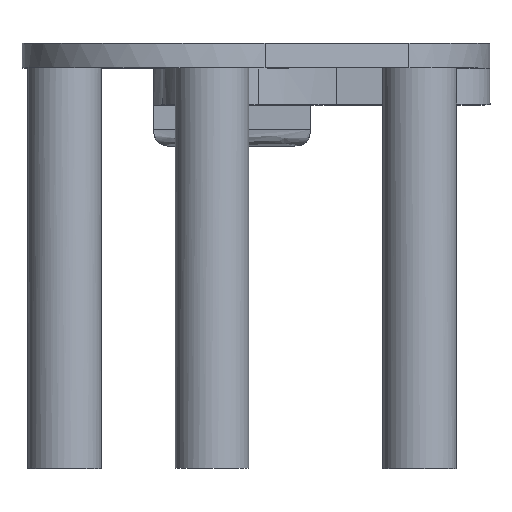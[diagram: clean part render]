
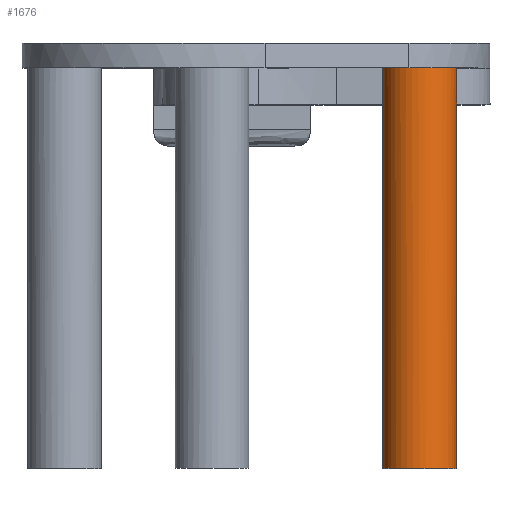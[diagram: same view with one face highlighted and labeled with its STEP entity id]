
A CAD part, top view. The second image highlights one B-rep face of the part: STEP entity #1676.
In plain terms, the highlighted cylindrical face has radius 4.5 mm (diameter 9 mm), a full revolution.
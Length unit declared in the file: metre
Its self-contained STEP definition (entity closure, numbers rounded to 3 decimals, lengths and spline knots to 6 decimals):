
#30=CYLINDRICAL_SURFACE('',#1844,0.0045);
#75=CIRCLE('',#1791,0.0045);
#100=CIRCLE('',#1820,0.0045);
#103=CIRCLE('',#1824,0.0045);
#116=CIRCLE('',#1845,0.0045);
#117=CIRCLE('',#1846,0.0045);
#118=CIRCLE('',#1847,0.0045);
#318=ORIENTED_EDGE('',*,*,#814,.T.);
#319=ORIENTED_EDGE('',*,*,#789,.T.);
#320=ORIENTED_EDGE('',*,*,#785,.T.);
#321=ORIENTED_EDGE('',*,*,#815,.F.);
#322=ORIENTED_EDGE('',*,*,#816,.T.);
#323=ORIENTED_EDGE('',*,*,#817,.T.);
#324=ORIENTED_EDGE('',*,*,#750,.T.);
#325=ORIENTED_EDGE('',*,*,#818,.F.);
#326=ORIENTED_EDGE('',*,*,#819,.T.);
#327=ORIENTED_EDGE('',*,*,#820,.F.);
#750=EDGE_CURVE('',#1002,#1001,#75,.T.);
#785=EDGE_CURVE('',#1033,#1032,#100,.T.);
#789=EDGE_CURVE('',#1036,#1033,#103,.T.);
#814=EDGE_CURVE('',#1052,#1036,#1163,.T.);
#815=EDGE_CURVE('',#1053,#1032,#1164,.T.);
#816=EDGE_CURVE('',#1053,#1054,#116,.T.);
#817=EDGE_CURVE('',#1054,#1002,#1165,.T.);
#818=EDGE_CURVE('',#1055,#1001,#1166,.T.);
#819=EDGE_CURVE('',#1055,#1052,#117,.T.);
#820=EDGE_CURVE('',#1056,#1056,#118,.T.);
#1001=VERTEX_POINT('',#2590);
#1002=VERTEX_POINT('',#2592);
#1032=VERTEX_POINT('',#2660);
#1033=VERTEX_POINT('',#2662);
#1036=VERTEX_POINT('',#2670);
#1052=VERTEX_POINT('',#2719);
#1053=VERTEX_POINT('',#2721);
#1054=VERTEX_POINT('',#2723);
#1055=VERTEX_POINT('',#2726);
#1056=VERTEX_POINT('',#2729);
#1163=LINE('',#2718,#1275);
#1164=LINE('',#2720,#1276);
#1165=LINE('',#2724,#1277);
#1166=LINE('',#2725,#1278);
#1275=VECTOR('',#2143,1.);
#1276=VECTOR('',#2144,1.);
#1277=VECTOR('',#2147,1.);
#1278=VECTOR('',#2148,1.);
#1367=EDGE_LOOP('',(#318,#319,#320,#321,#322,#323,#324,#325,#326));
#1368=EDGE_LOOP('',(#327));
#1497=FACE_BOUND('',#1367,.T.);
#1498=FACE_BOUND('',#1368,.T.);
#1676=ADVANCED_FACE('',(#1497,#1498),#30,.T.);
#1791=AXIS2_PLACEMENT_3D('',#2591,#2012,#2013);
#1820=AXIS2_PLACEMENT_3D('',#2661,#2080,#2081);
#1824=AXIS2_PLACEMENT_3D('',#2669,#2089,#2090);
#1844=AXIS2_PLACEMENT_3D('',#2717,#2141,#2142);
#1845=AXIS2_PLACEMENT_3D('',#2722,#2145,#2146);
#1846=AXIS2_PLACEMENT_3D('',#2727,#2149,#2150);
#1847=AXIS2_PLACEMENT_3D('',#2728,#2151,#2152);
#2012=DIRECTION('',(0.,-1.,0.));
#2013=DIRECTION('',(0.,0.,-1.));
#2080=DIRECTION('',(0.,-1.,0.));
#2081=DIRECTION('',(0.,0.,-1.));
#2089=DIRECTION('',(0.,-1.,0.));
#2090=DIRECTION('',(0.,0.,-1.));
#2141=DIRECTION('',(0.,-1.,0.));
#2142=DIRECTION('',(0.,0.,-1.));
#2143=DIRECTION('',(0.,-1.,0.));
#2144=DIRECTION('',(0.,-1.,0.));
#2145=DIRECTION('',(0.,-1.,0.));
#2146=DIRECTION('',(0.,0.,-1.));
#2147=DIRECTION('',(0.,-1.,0.));
#2148=DIRECTION('',(0.,-1.,0.));
#2149=DIRECTION('',(0.,-1.,0.));
#2150=DIRECTION('',(0.,0.,-1.));
#2151=DIRECTION('',(0.,-1.,0.));
#2152=DIRECTION('',(0.,0.,-1.));
#2590=CARTESIAN_POINT('',(0.023881,-0.0045,0.006));
#2591=CARTESIAN_POINT('',(0.022918,-0.0045,0.010396));
#2592=CARTESIAN_POINT('',(0.021956,-0.0045,0.006));
#2660=CARTESIAN_POINT('',(0.019404,0.,0.013207));
#2661=CARTESIAN_POINT('',(0.022918,0.,0.010396));
#2662=CARTESIAN_POINT('',(0.026216,0.,0.013457));
#2669=CARTESIAN_POINT('',(0.022918,0.,0.010396));
#2670=CARTESIAN_POINT('',(0.025461,0.,0.006683));
#2717=CARTESIAN_POINT('',(0.022918,0.003,0.010396));
#2718=CARTESIAN_POINT('',(0.025461,0.003,0.006683));
#2719=CARTESIAN_POINT('',(0.025461,0.003,0.006683));
#2720=CARTESIAN_POINT('',(0.019404,0.003,0.013207));
#2721=CARTESIAN_POINT('',(0.019404,0.003,0.013207));
#2722=CARTESIAN_POINT('',(0.022918,0.003,0.010396));
#2723=CARTESIAN_POINT('',(0.021956,0.003,0.006));
#2724=CARTESIAN_POINT('',(0.021956,0.003,0.006));
#2725=CARTESIAN_POINT('',(0.023881,0.003,0.006));
#2726=CARTESIAN_POINT('',(0.023881,0.003,0.006));
#2727=CARTESIAN_POINT('',(0.022918,0.003,0.010396));
#2728=CARTESIAN_POINT('',(0.022918,-0.0489,0.010396));
#2729=CARTESIAN_POINT('',(0.022918,-0.0489,0.005896));
